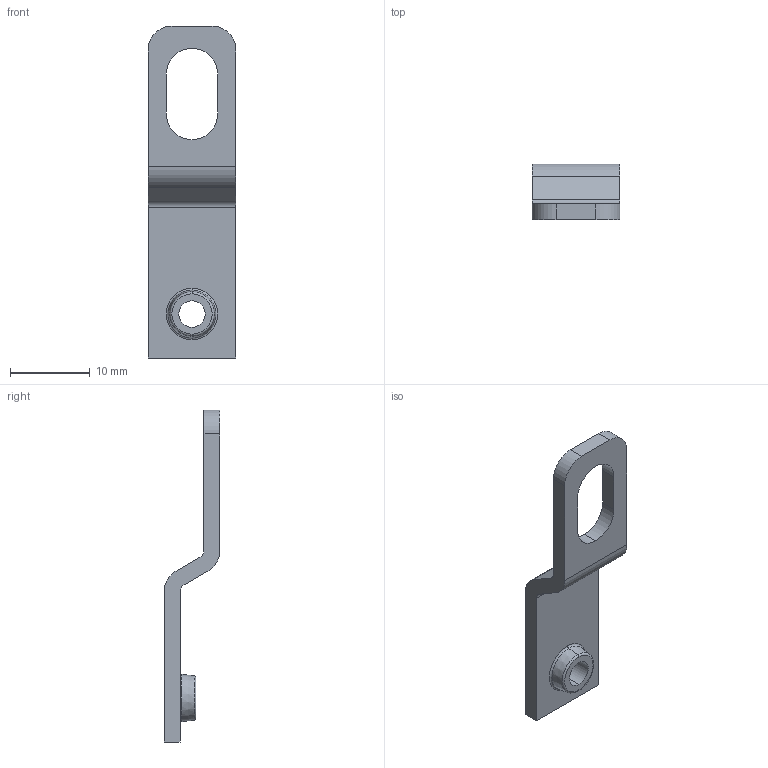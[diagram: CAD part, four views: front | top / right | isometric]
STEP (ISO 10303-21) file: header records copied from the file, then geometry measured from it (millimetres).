
FILE_DESCRIPTION (( 'STEP AP214' ), '1' );
FILE_NAME ('MR28540.STEP', '2010-03-01T08:09:42', ( 'KennethW' ), ( 'FIBOX' ), 'SwSTEP 2.0', 'SolidWorks 2009', '' );
FILE_SCHEMA (( 'AUTOMOTIVE_DESIGN' ));
Length unit declared in the file: millimetre
Products named in the file (1): MR28540
Bounding box: 11 x 7 x 41.51 mm (x, y, z)
Volume: 848.7 mm3; surface area: 1159.2 mm2
Topology: 1 solids, 1 shells, 30 faces, 77 edges, 50 vertices
Faces by surface type: plane 13, cylinder 11, torus 4, cone 2
Entity records: 965 total; most frequent: DIRECTION 173, CARTESIAN_POINT 158, ORIENTED_EDGE 154, EDGE_CURVE 77, AXIS2_PLACEMENT_3D 65, VERTEX_POINT 50, VECTOR 43, LINE 43
